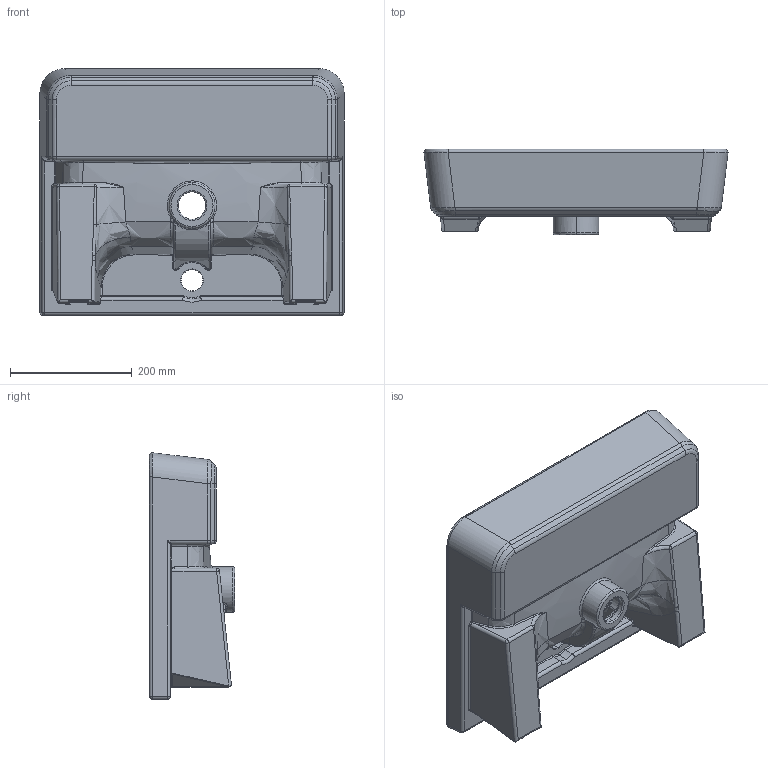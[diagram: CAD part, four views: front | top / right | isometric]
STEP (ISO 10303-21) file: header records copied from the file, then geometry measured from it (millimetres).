
FILE_DESCRIPTION (( 'STEP AP214' ), '1' );
FILE_NAME ('UNI_66005_Assem_v10518.STEP', '2019-06-18T12:37:32', ( '' ), ( '' ), 'SwSTEP 2.0', 'SolidWorks 2019', '' );
FILE_SCHEMA (( 'AUTOMOTIVE_DESIGN' ));
Length unit declared in the file: millimetre
Products named in the file (3): Overflow Cover 25mm_25; UNI_66005_V10518; UNI_66005_Assem_v10518
Assembly tree (2 placements, depth 2):
  UNI_66005_Assem_v10518
    UNI_66005_V10518
    Overflow Cover 25mm_25
Bounding box: 498.7 x 140 x 404.35 mm (x, y, z)
Volume: 5884286.1 mm3; surface area: 1055481.8 mm2
Topology: 2 solids, 2 shells, 688 faces, 1665 edges, 932 vertices
Faces by surface type: cylinder 253, bspline 197, plane 153, sphere 43, torus 42
Entity records: 32279 total; most frequent: CARTESIAN_POINT 18270, ORIENTED_EDGE 3210, DIRECTION 2561, EDGE_CURVE 1605, AXIS2_PLACEMENT_3D 967, VERTEX_POINT 922, EDGE_LOOP 699, ADVANCED_FACE 688
